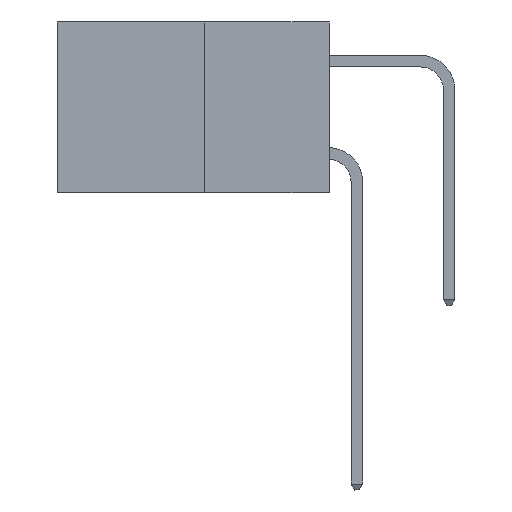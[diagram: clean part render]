
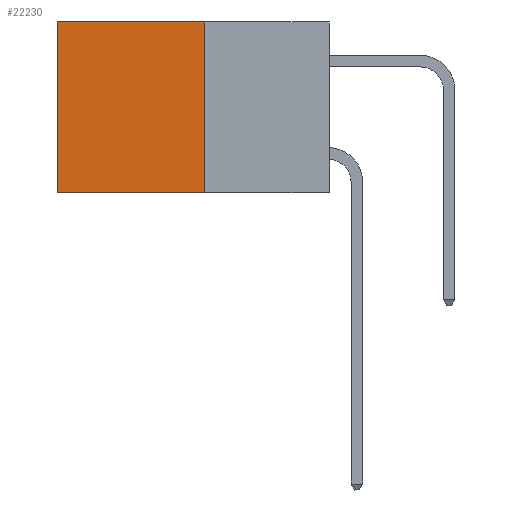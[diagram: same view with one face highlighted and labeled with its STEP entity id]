
A CAD part, left-side view. The second image highlights one B-rep face of the part: STEP entity #22230.
In plain terms, the highlighted planar face has unit normal (-1, 0, 0).
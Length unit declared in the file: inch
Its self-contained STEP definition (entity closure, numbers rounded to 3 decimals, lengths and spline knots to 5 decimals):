
#1534 = CARTESIAN_POINT ( 'NONE',  ( 0.277, 0.27, -0.37 ) ) ;
#3080 = CARTESIAN_POINT ( 'NONE',  ( 0.277, 0.27, -0.37 ) ) ;
#3735 = DIRECTION ( 'NONE',  ( 0., 0., -1. ) ) ;
#4651 = ORIENTED_EDGE ( 'NONE', *, *, #6719, .F. ) ;
#6719 = EDGE_CURVE ( 'NONE', #23518, #13506, #27414, .T. ) ;
#7263 = EDGE_CURVE ( 'NONE', #14374, #13506, #13478, .T. ) ;
#7378 = CARTESIAN_POINT ( 'NONE',  ( 0.277, 0.27, 0. ) ) ;
#7555 = CARTESIAN_POINT ( 'NONE',  ( 0.277, 0.59, -0.37 ) ) ;
#7958 = DIRECTION ( 'NONE',  ( 0., 0., -1. ) ) ;
#8592 = CARTESIAN_POINT ( 'NONE',  ( 0.277, 0.59, -0.37 ) ) ;
#9121 = VECTOR ( 'NONE', #7958, 39.37008 ) ;
#10361 = AXIS2_PLACEMENT_3D ( 'NONE', #1534, #16658, #3735 ) ;
#11173 = CARTESIAN_POINT ( 'NONE',  ( 0.277, 0.27, -0.37 ) ) ;
#11252 = FACE_OUTER_BOUND ( 'NONE', #15348, .T. ) ;
#11346 = DIRECTION ( 'NONE',  ( 0., 1., 0. ) ) ;
#12228 = LINE ( 'NONE', #3080, #17976 ) ;
#12380 = VERTEX_POINT ( 'NONE', #7378 ) ;
#13478 = LINE ( 'NONE', #7555, #9121 ) ;
#13506 = VERTEX_POINT ( 'NONE', #8592 ) ;
#14374 = VERTEX_POINT ( 'NONE', #18571 ) ;
#15337 = ORIENTED_EDGE ( 'NONE', *, *, #15601, .F. ) ;
#15348 = EDGE_LOOP ( 'NONE', ( #22456, #4651, #15337, #24274 ) ) ;
#15601 = EDGE_CURVE ( 'NONE', #12380, #23518, #12228, .T. ) ;
#16231 = VECTOR ( 'NONE', #21244, 39.37008 ) ;
#16658 = DIRECTION ( 'NONE',  ( 1., 0., 0. ) ) ;
#17345 = VECTOR ( 'NONE', #11346, 39.37008 ) ;
#17976 = VECTOR ( 'NONE', #18131, 39.37008 ) ;
#18131 = DIRECTION ( 'NONE',  ( 0., 0., -1. ) ) ;
#18571 = CARTESIAN_POINT ( 'NONE',  ( 0.277, 0.59, 0. ) ) ;
#20834 = CARTESIAN_POINT ( 'NONE',  ( 0.277, 0.27, -0.37 ) ) ;
#21244 = DIRECTION ( 'NONE',  ( 0., 1., 0. ) ) ;
#22230 = ADVANCED_FACE ( 'NONE', ( #11252 ), #22949, .F. ) ;
#22456 = ORIENTED_EDGE ( 'NONE', *, *, #7263, .T. ) ;
#22949 = PLANE ( 'NONE',  #10361 ) ;
#23518 = VERTEX_POINT ( 'NONE', #11173 ) ;
#24127 = CARTESIAN_POINT ( 'NONE',  ( 0.277, 0.27, 0. ) ) ;
#24274 = ORIENTED_EDGE ( 'NONE', *, *, #27494, .T. ) ;
#27212 = LINE ( 'NONE', #24127, #17345 ) ;
#27414 = LINE ( 'NONE', #20834, #16231 ) ;
#27494 = EDGE_CURVE ( 'NONE', #12380, #14374, #27212, .T. ) ;
